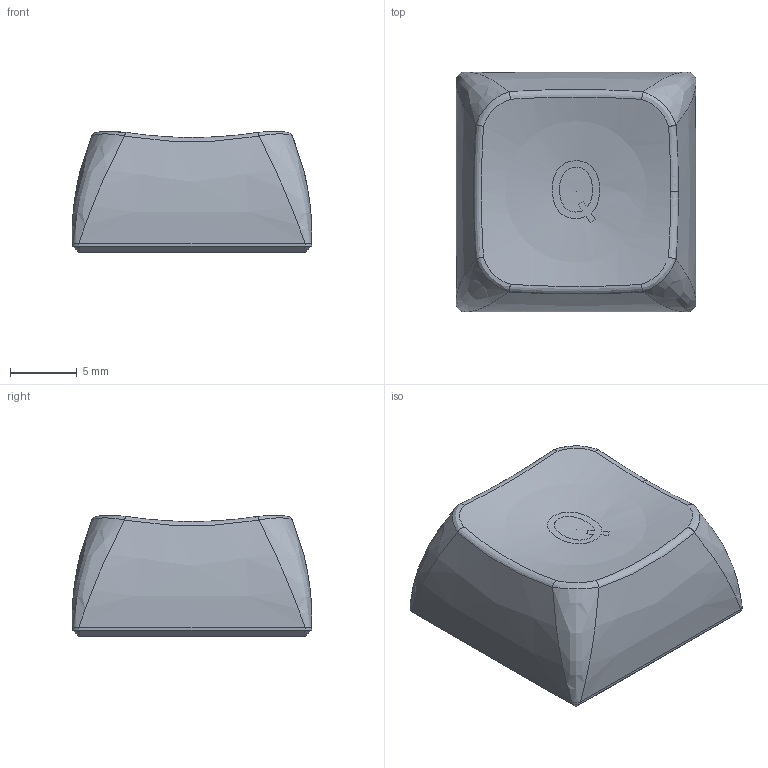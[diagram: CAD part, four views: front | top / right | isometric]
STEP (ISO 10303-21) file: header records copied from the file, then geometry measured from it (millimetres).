
FILE_DESCRIPTION(('Open CASCADE Model'),'2;1');
FILE_NAME('Q','2025-07-26T23:18:22',('Author'),('Open CASCADE'), 'Open CASCADE STEP processor 7.8','build123d','Unknown');
FILE_SCHEMA(('AUTOMOTIVE_DESIGN { 1 0 10303 214 1 1 1 1 }'));
Length unit declared in the file: millimetre
Products named in the file (5): =>[0:1:1:2]; Q; SOLID; ASSEMBLY
Assembly tree (4 placements, depth 4):
  =>[0:1:1:2]
    Q
      SOLID
      ASSEMBLY
        SOLID
Bounding box: 18 x 18 x 9.08 mm (x, y, z)
Volume: 1259.6 mm3; surface area: 1526.9 mm2
Topology: 2 solids, 2 shells, 99 faces, 266 edges, 169 vertices
Faces by surface type: plane 37, bspline 26, extrusion 20, cylinder 9, cone 4, sphere 3
Full cylindrical faces by diameter (mm): 5.5 x1
Entity records: 14332 total; most frequent: CARTESIAN_POINT 9656, DIRECTION 645, ORIENTED_EDGE 522, PCURVE 522, DEFINITIONAL_REPRESENTATION 522, VECTOR 400, LINE 380, B_SPLINE_CURVE_WITH_KNOTS 313
